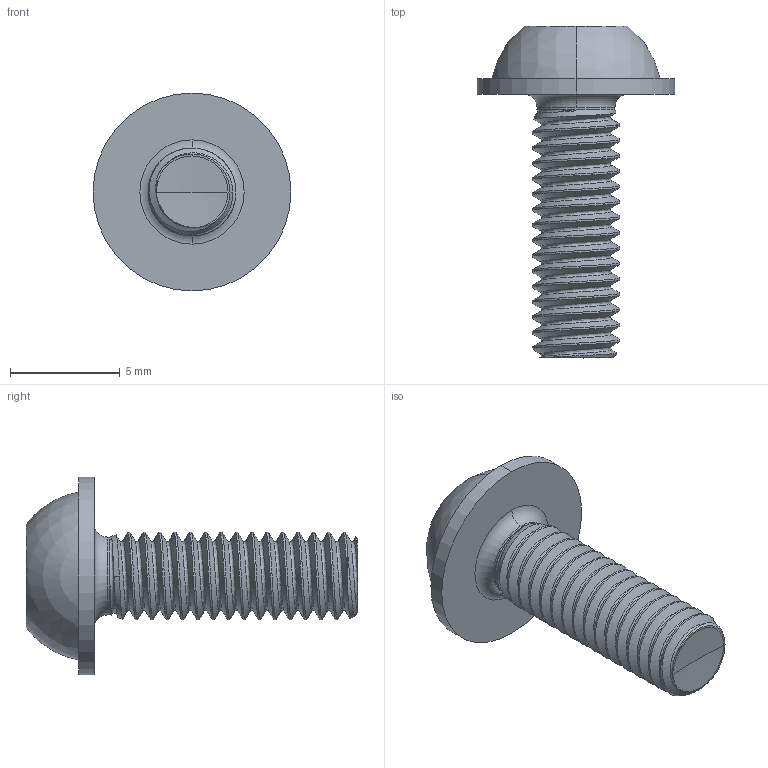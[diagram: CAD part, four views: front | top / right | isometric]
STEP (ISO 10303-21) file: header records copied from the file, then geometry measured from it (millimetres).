
FILE_DESCRIPTION (( 'STEP AP203' ), '1' );
FILE_NAME ('STM380400120.STEP', '2024-02-13T19:45:47', ( '' ), ( '' ), 'SwSTEP 2.0', 'SolidWorks 2015', '' );
FILE_SCHEMA (( 'CONFIG_CONTROL_DESIGN' ));
Length unit declared in the file: millimetre
Products named in the file (1): STM380400120
Bounding box: 9 x 15.1 x 9 mm (x, y, z)
Volume: 230.3 mm3; surface area: 412.6 mm2
Topology: 1 solids, 1 shells, 98 faces, 259 edges, 164 vertices
Faces by surface type: cylinder 54, bspline 18, cone 11, torus 7, sphere 4, plane 4
Entity records: 25077 total; most frequent: CARTESIAN_POINT 22916, ORIENTED_EDGE 514, DIRECTION 337, EDGE_CURVE 257, VERTEX_POINT 164, AXIS2_PLACEMENT_3D 137, B_SPLINE_CURVE_WITH_KNOTS 106, EDGE_LOOP 101
